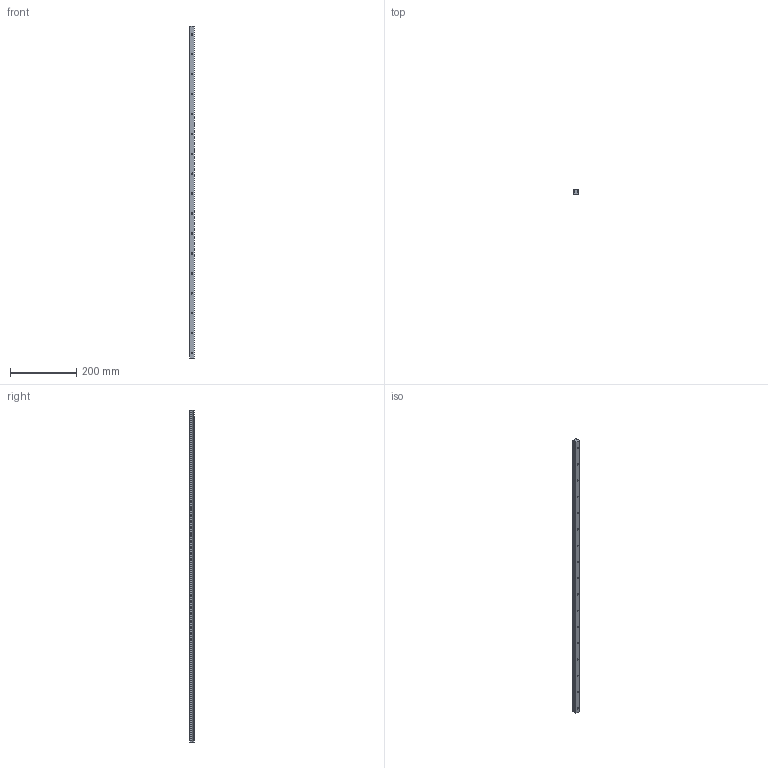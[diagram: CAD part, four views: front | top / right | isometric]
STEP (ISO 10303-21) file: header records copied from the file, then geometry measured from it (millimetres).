
FILE_DESCRIPTION (( 'STEP AP203' ), '1' );
FILE_NAME ('HGR15_1000_221011.STEP', '2022-10-11T10:31:00', ( '' ), ( '' ), 'SwSTEP 2.0', 'SolidWorks 2018', '' );
FILE_SCHEMA (( 'CONFIG_CONTROL_DESIGN' ));
Length unit declared in the file: millimetre
Products named in the file (1): HGR15_1000_221011
Bounding box: 15 x 15 x 1000 mm (x, y, z)
Volume: 184156.2 mm3; surface area: 65748.9 mm2
Topology: 1 solids, 1 shells, 121 faces, 307 edges, 205 vertices
Faces by surface type: cylinder 82, plane 39
Entity records: 3878 total; most frequent: DIRECTION 715, CARTESIAN_POINT 634, ORIENTED_EDGE 614, EDGE_CURVE 307, AXIS2_PLACEMENT_3D 286, VERTEX_POINT 205, EDGE_LOOP 172, CIRCLE 164
